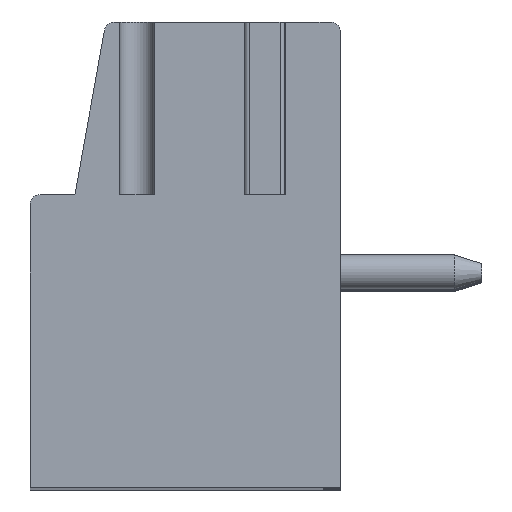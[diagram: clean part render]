
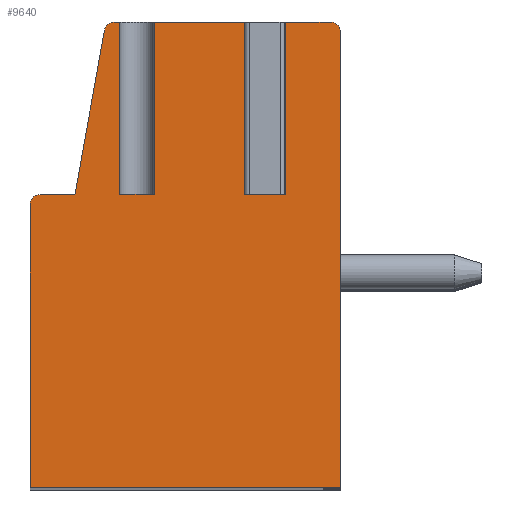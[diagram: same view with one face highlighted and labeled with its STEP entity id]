
A CAD part, top view. The second image highlights one B-rep face of the part: STEP entity #9640.
In plain terms, the highlighted planar face has unit normal (0, 0, 1).
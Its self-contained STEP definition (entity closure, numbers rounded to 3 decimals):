
#52=DIRECTION('',(1.,0.,0.));
#53=VECTOR('',#52,1.);
#54=CARTESIAN_POINT('',(-1.9,3.36,37.5));
#55=LINE('',#54,#53);
#56=DIRECTION('',(0.,1.,0.));
#57=VECTOR('',#56,5.);
#58=CARTESIAN_POINT('',(-0.9,3.36,37.5));
#59=LINE('',#58,#57);
#60=DIRECTION('',(-1.,0.,0.));
#61=VECTOR('',#60,2.8);
#62=CARTESIAN_POINT('',(1.9,8.36,37.5));
#63=LINE('',#62,#61);
#64=DIRECTION('',(0.,1.,0.));
#65=VECTOR('',#64,5.);
#66=CARTESIAN_POINT('',(1.9,3.36,37.5));
#67=LINE('',#66,#65);
#68=DIRECTION('',(1.,0.,0.));
#69=VECTOR('',#68,0.8);
#70=CARTESIAN_POINT('',(1.9,3.36,37.5));
#71=LINE('',#70,#69);
#72=DIRECTION('',(0.,1.,0.));
#73=VECTOR('',#72,5.);
#74=CARTESIAN_POINT('',(2.7,3.36,37.5));
#75=LINE('',#74,#73);
#76=DIRECTION('',(-1.,0.,0.));
#77=VECTOR('',#76,1.5);
#78=CARTESIAN_POINT('',(4.2,8.36,37.5));
#79=LINE('',#78,#77);
#80=CARTESIAN_POINT('',(4.2,8.06,37.5));
#81=DIRECTION('',(0.,0.,1.));
#82=DIRECTION('',(1.,0.,0.));
#83=AXIS2_PLACEMENT_3D('',#80,#81,#82);
#85=DIRECTION('',(0.,1.,0.));
#86=VECTOR('',#85,13.2);
#87=CARTESIAN_POINT('',(4.5,-5.14,37.5));
#88=LINE('',#87,#86);
#89=DIRECTION('',(1.,0.,0.));
#90=VECTOR('',#89,9.);
#91=CARTESIAN_POINT('',(-4.5,-5.14,37.5));
#92=LINE('',#91,#90);
#93=DIRECTION('',(0.,-1.,0.));
#94=VECTOR('',#93,8.2);
#95=CARTESIAN_POINT('',(-4.5,3.06,37.5));
#96=LINE('',#95,#94);
#97=CARTESIAN_POINT('',(-4.2,3.06,37.5));
#98=DIRECTION('',(0.,0.,1.));
#99=DIRECTION('',(0.,1.,0.));
#100=AXIS2_PLACEMENT_3D('',#97,#98,#99);
#102=DIRECTION('',(-1.,0.,0.));
#103=VECTOR('',#102,1.);
#104=CARTESIAN_POINT('',(-3.2,3.36,37.5));
#105=LINE('',#104,#103);
#106=DIRECTION('',(-0.177,-0.984,0.));
#107=VECTOR('',#106,4.829);
#108=CARTESIAN_POINT('',(-2.345,8.113,37.5));
#109=LINE('',#108,#107);
#110=CARTESIAN_POINT('',(-2.05,8.06,37.5));
#111=DIRECTION('',(0.,0.,1.));
#112=DIRECTION('',(0.,1.,0.));
#113=AXIS2_PLACEMENT_3D('',#110,#111,#112);
#115=DIRECTION('',(-1.,0.,0.));
#116=VECTOR('',#115,0.15);
#117=CARTESIAN_POINT('',(-1.9,8.36,37.5));
#118=LINE('',#117,#116);
#119=DIRECTION('',(0.,1.,0.));
#120=VECTOR('',#119,5.);
#121=CARTESIAN_POINT('',(-1.9,3.36,37.5));
#122=LINE('',#121,#120);
#7478=CARTESIAN_POINT('',(4.5,-5.14,37.5));
#7479=CARTESIAN_POINT('',(4.5,8.06,37.5));
#7480=VERTEX_POINT('',#7478);
#7481=VERTEX_POINT('',#7479);
#7482=CARTESIAN_POINT('',(4.2,8.36,37.5));
#7483=VERTEX_POINT('',#7482);
#7484=CARTESIAN_POINT('',(-2.05,8.36,37.5));
#7485=CARTESIAN_POINT('',(-2.345,8.113,37.5));
#7486=VERTEX_POINT('',#7484);
#7487=VERTEX_POINT('',#7485);
#7488=CARTESIAN_POINT('',(-3.2,3.36,37.5));
#7489=VERTEX_POINT('',#7488);
#7490=CARTESIAN_POINT('',(-4.2,3.36,37.5));
#7491=VERTEX_POINT('',#7490);
#7492=CARTESIAN_POINT('',(-4.5,3.06,37.5));
#7493=VERTEX_POINT('',#7492);
#7494=CARTESIAN_POINT('',(-4.5,-5.14,37.5));
#7495=VERTEX_POINT('',#7494);
#7783=CARTESIAN_POINT('',(1.9,3.36,37.5));
#7784=CARTESIAN_POINT('',(2.7,3.36,37.5));
#7785=VERTEX_POINT('',#7783);
#7786=VERTEX_POINT('',#7784);
#7787=CARTESIAN_POINT('',(2.7,8.36,37.5));
#7788=VERTEX_POINT('',#7787);
#7789=CARTESIAN_POINT('',(1.9,8.36,37.5));
#7790=VERTEX_POINT('',#7789);
#7811=CARTESIAN_POINT('',(-1.9,3.36,37.5));
#7812=CARTESIAN_POINT('',(-0.9,3.36,37.5));
#7813=VERTEX_POINT('',#7811);
#7814=VERTEX_POINT('',#7812);
#7815=CARTESIAN_POINT('',(-0.9,8.36,37.5));
#7816=VERTEX_POINT('',#7815);
#7817=CARTESIAN_POINT('',(-1.9,8.36,37.5));
#7818=VERTEX_POINT('',#7817);
#9599=CARTESIAN_POINT('',(0.,0.,37.5));
#9600=DIRECTION('',(0.,0.,1.));
#9601=DIRECTION('',(1.,0.,0.));
#9602=AXIS2_PLACEMENT_3D('',#9599,#9600,#9601);
#9603=PLANE('',#9602);
#9605=ORIENTED_EDGE('',*,*,#9604,.T.);
#9607=ORIENTED_EDGE('',*,*,#9606,.T.);
#9609=ORIENTED_EDGE('',*,*,#9608,.F.);
#9611=ORIENTED_EDGE('',*,*,#9610,.F.);
#9613=ORIENTED_EDGE('',*,*,#9612,.T.);
#9615=ORIENTED_EDGE('',*,*,#9614,.T.);
#9617=ORIENTED_EDGE('',*,*,#9616,.F.);
#9619=ORIENTED_EDGE('',*,*,#9618,.F.);
#9621=ORIENTED_EDGE('',*,*,#9620,.F.);
#9623=ORIENTED_EDGE('',*,*,#9622,.F.);
#9625=ORIENTED_EDGE('',*,*,#9624,.F.);
#9627=ORIENTED_EDGE('',*,*,#9626,.F.);
#9629=ORIENTED_EDGE('',*,*,#9628,.F.);
#9631=ORIENTED_EDGE('',*,*,#9630,.F.);
#9633=ORIENTED_EDGE('',*,*,#9632,.F.);
#9635=ORIENTED_EDGE('',*,*,#9634,.F.);
#9637=ORIENTED_EDGE('',*,*,#9636,.F.);
#9638=EDGE_LOOP('',(#9605,#9607,#9609,#9611,#9613,#9615,#9617,#9619,#9621,#9623,
#9625,#9627,#9629,#9631,#9633,#9635,#9637));
#9639=FACE_OUTER_BOUND('',#9638,.F.);
#84=CIRCLE('',#83,0.3);
#101=CIRCLE('',#100,0.3);
#114=CIRCLE('',#113,0.3);
#9604=EDGE_CURVE('',#7813,#7814,#55,.T.);
#9606=EDGE_CURVE('',#7814,#7816,#59,.T.);
#9608=EDGE_CURVE('',#7790,#7816,#63,.T.);
#9610=EDGE_CURVE('',#7785,#7790,#67,.T.);
#9612=EDGE_CURVE('',#7785,#7786,#71,.T.);
#9614=EDGE_CURVE('',#7786,#7788,#75,.T.);
#9616=EDGE_CURVE('',#7483,#7788,#79,.T.);
#9618=EDGE_CURVE('',#7481,#7483,#84,.T.);
#9620=EDGE_CURVE('',#7480,#7481,#88,.T.);
#9622=EDGE_CURVE('',#7495,#7480,#92,.T.);
#9624=EDGE_CURVE('',#7493,#7495,#96,.T.);
#9626=EDGE_CURVE('',#7491,#7493,#101,.T.);
#9628=EDGE_CURVE('',#7489,#7491,#105,.T.);
#9630=EDGE_CURVE('',#7487,#7489,#109,.T.);
#9632=EDGE_CURVE('',#7486,#7487,#114,.T.);
#9634=EDGE_CURVE('',#7818,#7486,#118,.T.);
#9636=EDGE_CURVE('',#7813,#7818,#122,.T.);
#9640=ADVANCED_FACE('',(#9639),#9603,.T.);
